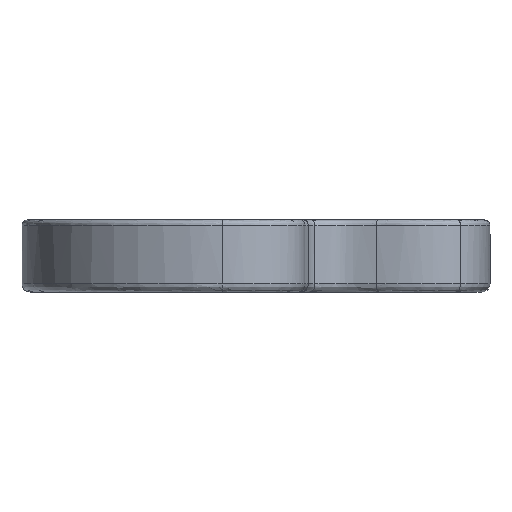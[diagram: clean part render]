
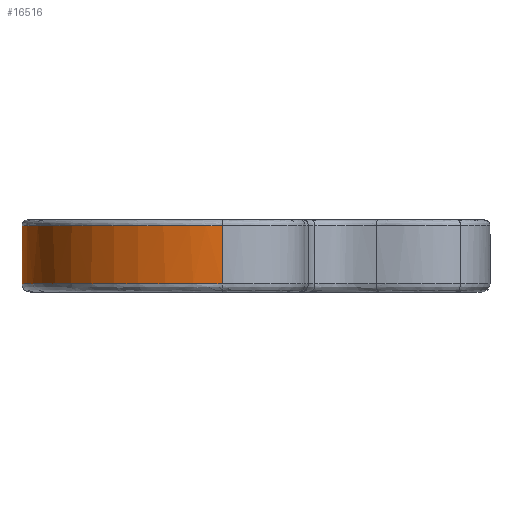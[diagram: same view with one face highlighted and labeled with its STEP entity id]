
A CAD part, left-side view. The second image highlights one B-rep face of the part: STEP entity #16516.
In plain terms, the highlighted free-form (B-spline) face has degree [3, 1] with [4, 2] control points.
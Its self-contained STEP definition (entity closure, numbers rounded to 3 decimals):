
#70=(
BOUNDED_SURFACE()
B_SPLINE_SURFACE(3,1,((#37353,#37354),(#37355,#37356),(#37357,#37358),(#37359,
#37360)),.UNSPECIFIED.,.F.,.F.,.F.)
B_SPLINE_SURFACE_WITH_KNOTS((4,4),(2,2),(0.,1.),(-0.5,2.1),
 .UNSPECIFIED.)
GEOMETRIC_REPRESENTATION_ITEM()
RATIONAL_B_SPLINE_SURFACE(((1.,1.),(1.,1.),(1.,1.),(1.,1.)))
REPRESENTATION_ITEM('')
SURFACE()
);
#1614=B_SPLINE_CURVE_WITH_KNOTS('',3,(#33881,#33882,#33883,#33884,#33885,
#33886,#33887,#33888,#33889,#33890,#33891),.UNSPECIFIED.,.F.,.F.,(4,1,1,
1,1,1,1,1,4),(0.,1.747,3.494,5.241,6.987,
8.734,10.481,11.355,12.228),
 .UNSPECIFIED.);
#1687=B_SPLINE_CURVE_WITH_KNOTS('',3,(#36087,#36088,#36089,#36090,#36091,
#36092,#36093,#36094,#36095,#36096,#36097),.UNSPECIFIED.,.F.,.F.,(4,1,1,
1,1,1,1,1,4),(0.,0.862,1.724,3.449,5.173,
6.898,8.622,10.347,12.071),
 .UNSPECIFIED.);
#2567=FACE_OUTER_BOUND('',#3594,.T.);
#3594=EDGE_LOOP('',(#14339,#14340,#14341,#14342));
#4860=LINE('',#37352,#6158);
#4861=LINE('',#37361,#6159);
#6158=VECTOR('',#19137,10.);
#6159=VECTOR('',#19138,10.);
#7741=VERTEX_POINT('',#33779);
#7743=VERTEX_POINT('',#33867);
#7804=VERTEX_POINT('',#35994);
#7807=VERTEX_POINT('',#36073);
#9955=EDGE_CURVE('',#7741,#7743,#1614,.T.);
#10040=EDGE_CURVE('',#7804,#7807,#1687,.T.);
#10075=EDGE_CURVE('',#7807,#7741,#4860,.T.);
#10076=EDGE_CURVE('',#7804,#7743,#4861,.T.);
#14339=ORIENTED_EDGE('',*,*,#9955,.F.);
#14340=ORIENTED_EDGE('',*,*,#10075,.F.);
#14341=ORIENTED_EDGE('',*,*,#10040,.F.);
#14342=ORIENTED_EDGE('',*,*,#10076,.T.);
#16516=ADVANCED_FACE('',(#2567),#70,.T.);
#19137=DIRECTION('',(0.,0.,1.));
#19138=DIRECTION('',(0.,0.,1.));
#33779=CARTESIAN_POINT('',(91.238,171.701,19.));
#33867=CARTESIAN_POINT('',(5.493,99.482,19.));
#33881=CARTESIAN_POINT('Ctrl Pts',(91.238,171.701,19.));
#33882=CARTESIAN_POINT('Ctrl Pts',(85.334,171.701,19.));
#33883=CARTESIAN_POINT('Ctrl Pts',(73.519,170.992,19.));
#33884=CARTESIAN_POINT('Ctrl Pts',(56.021,167.14,19.));
#33885=CARTESIAN_POINT('Ctrl Pts',(39.549,159.814,19.));
#33886=CARTESIAN_POINT('Ctrl Pts',(25.25,148.642,19.));
#33887=CARTESIAN_POINT('Ctrl Pts',(14.346,134.146,19.));
#33888=CARTESIAN_POINT('Ctrl Pts',(8.546,120.237,19.));
#33889=CARTESIAN_POINT('Ctrl Pts',(5.998,108.514,19.));
#33890=CARTESIAN_POINT('Ctrl Pts',(5.493,102.51,19.));
#33891=CARTESIAN_POINT('Ctrl Pts',(5.493,99.482,19.));
#35994=CARTESIAN_POINT('',(5.493,99.482,-2.));
#36073=CARTESIAN_POINT('',(91.238,171.701,-2.));
#36087=CARTESIAN_POINT('Ctrl Pts',(5.493,99.482,-2.));
#36088=CARTESIAN_POINT('Ctrl Pts',(5.493,102.531,-2.));
#36089=CARTESIAN_POINT('Ctrl Pts',(6.004,108.557,-2.));
#36090=CARTESIAN_POINT('Ctrl Pts',(8.562,120.287,-2.));
#36091=CARTESIAN_POINT('Ctrl Pts',(14.38,134.208,-2.));
#36092=CARTESIAN_POINT('Ctrl Pts',(25.319,148.723,-2.));
#36093=CARTESIAN_POINT('Ctrl Pts',(39.67,159.885,-2.));
#36094=CARTESIAN_POINT('Ctrl Pts',(56.161,167.183,-2.));
#36095=CARTESIAN_POINT('Ctrl Pts',(73.595,170.997,-2.));
#36096=CARTESIAN_POINT('Ctrl Pts',(85.369,171.701,-2.));
#36097=CARTESIAN_POINT('Ctrl Pts',(91.238,171.701,-2.));
#37352=CARTESIAN_POINT('',(91.238,171.701,0.));
#37353=CARTESIAN_POINT('Ctrl Pts',(91.238,171.701,-5.));
#37354=CARTESIAN_POINT('Ctrl Pts',(91.238,171.701,21.));
#37355=CARTESIAN_POINT('Ctrl Pts',(23.457,171.701,-5.));
#37356=CARTESIAN_POINT('Ctrl Pts',(23.457,171.701,21.));
#37357=CARTESIAN_POINT('Ctrl Pts',(5.493,124.52,-5.));
#37358=CARTESIAN_POINT('Ctrl Pts',(5.493,124.52,21.));
#37359=CARTESIAN_POINT('Ctrl Pts',(5.493,99.482,-5.));
#37360=CARTESIAN_POINT('Ctrl Pts',(5.493,99.482,21.));
#37361=CARTESIAN_POINT('',(5.493,99.482,0.));
